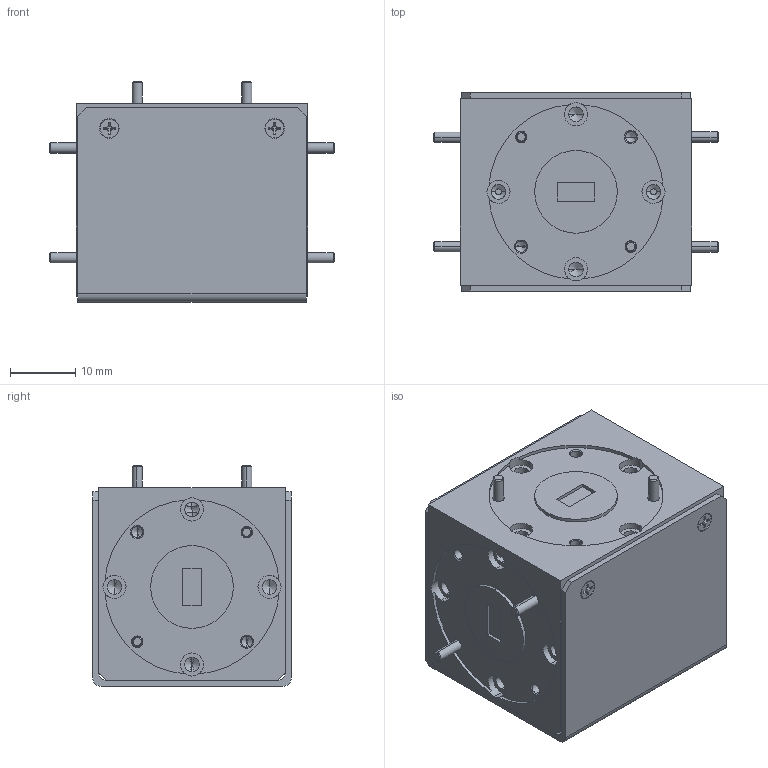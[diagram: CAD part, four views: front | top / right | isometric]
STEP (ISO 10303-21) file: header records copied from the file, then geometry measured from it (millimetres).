
FILE_DESCRIPTION (( 'STEP AP203' ), '1' );
FILE_NAME ('NW-CQ-A.STEP', '2022-02-28T19:08:21', ( '' ), ( '' ), 'SwSTEP 2.0', 'SolidWorks 2021', '' );
FILE_SCHEMA (( 'CONFIG_CONTROL_DESIGN' ));
Length unit declared in the file: inch
Products named in the file (1): NW-CQ-A
Bounding box: 43.69 x 30.48 x 33.85 mm (x, y, z)
Volume: 31811 mm3; surface area: 7755.1 mm2
Topology: 11 solids, 11 shells, 501 faces, 1292 edges, 794 vertices
Faces by surface type: cylinder 202, cone 144, plane 143, bspline 12
Entity records: 19217 total; most frequent: CARTESIAN_POINT 7668, ORIENTED_EDGE 2480, DIRECTION 2344, EDGE_CURVE 1240, AXIS2_PLACEMENT_3D 902, VERTEX_POINT 794, EDGE_LOOP 542, VECTOR 540
